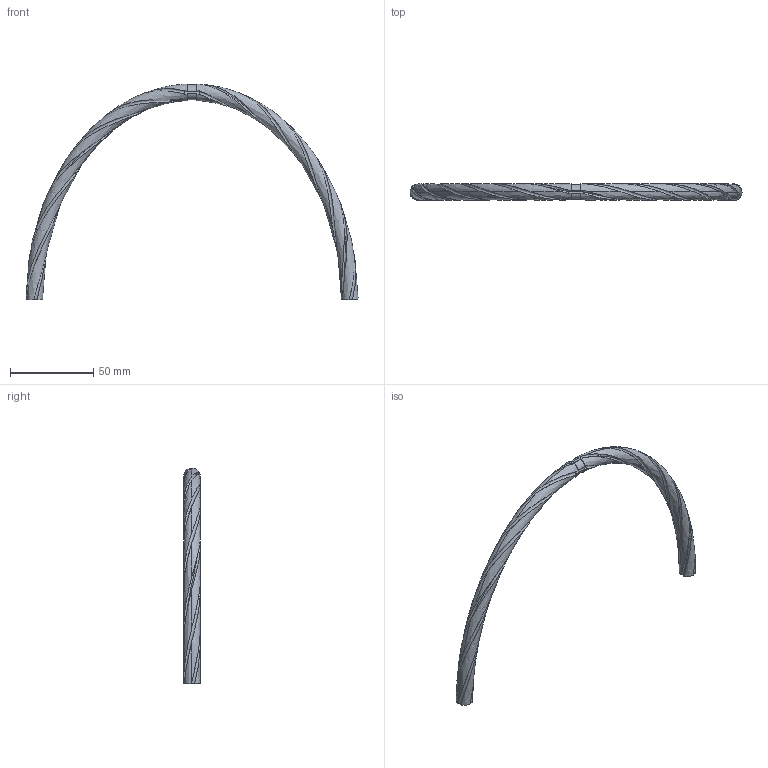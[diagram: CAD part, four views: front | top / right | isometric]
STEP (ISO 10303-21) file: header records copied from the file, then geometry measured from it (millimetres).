
FILE_DESCRIPTION (( 'STEP AP214' ), '1' );
FILE_NAME ('Quadruple Twist 3D Print Top.STEP', '2025-07-24T13:33:30', ( '' ), ( '' ), 'SwSTEP 2.0', 'SolidWorks 2024', '' );
FILE_SCHEMA (( 'AUTOMOTIVE_DESIGN' ));
Length unit declared in the file: millimetre
Products named in the file (1): Quadruple Twist 3D Print Top
Bounding box: 199.99 x 10 x 129.84 mm (x, y, z)
Volume: 24716.5 mm3; surface area: 12728.1 mm2
Topology: 1 solids, 1 shells, 67 faces, 189 edges, 126 vertices
Faces by surface type: bspline 47, plane 12, cylinder 8
Entity records: 22330 total; most frequent: CARTESIAN_POINT 21086, ORIENTED_EDGE 378, EDGE_CURVE 189, B_SPLINE_CURVE_WITH_KNOTS 155, VERTEX_POINT 126, DIRECTION 78, EDGE_LOOP 69, FACE_OUTER_BOUND 67
